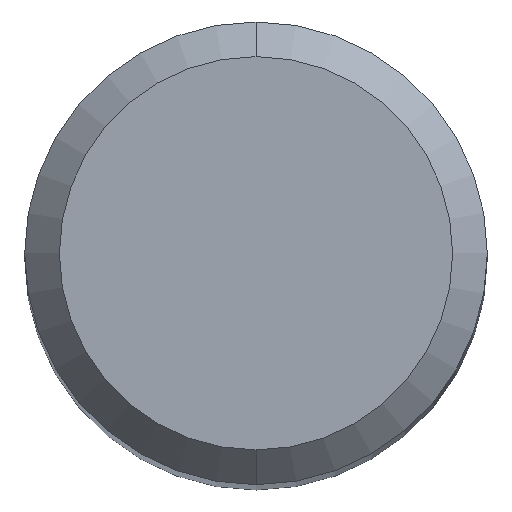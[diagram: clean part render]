
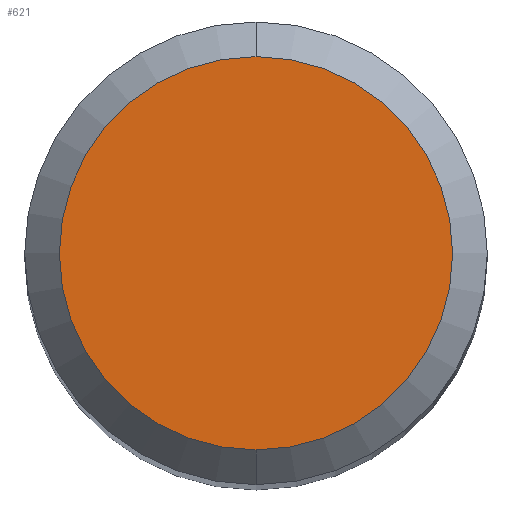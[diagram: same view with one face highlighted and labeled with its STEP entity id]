
A CAD part, top view. The second image highlights one B-rep face of the part: STEP entity #621.
In plain terms, the highlighted planar face has unit normal (0, 0, 1).
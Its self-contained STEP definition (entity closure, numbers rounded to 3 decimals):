
#459=VERTEX_POINT('',#1216);
#481=EDGE_CURVE('',#459,#929,#1241,.T.);
#621=ADVANCED_FACE('',(#1394),#1395,.T.);
#757=EDGE_CURVE('',#929,#459,#1547,.T.);
#929=VERTEX_POINT('',#1731);
#1216=CARTESIAN_POINT('',(0.0,1.7,0.0));
#1241=CIRCLE('',#2185,1.7);
#1394=FACE_OUTER_BOUND('',#2819,.T.);
#1395=PLANE('',#2820);
#1547=CIRCLE('',#3354,1.7);
#1731=CARTESIAN_POINT('',(0.,-1.7,0.0));
#2185=AXIS2_PLACEMENT_3D('',#5112,#5113,#5114);
#2819=EDGE_LOOP('',(#5280,#5281));
#2820=AXIS2_PLACEMENT_3D('',#5282,#5283,#5284);
#3354=AXIS2_PLACEMENT_3D('',#5492,#5493,#5494);
#5112=CARTESIAN_POINT('',(0.0,0.0,0.0));
#5113=DIRECTION('',(0.0,0.0,-1.0));
#5114=DIRECTION('',(0.0,1.0,0.0));
#5280=ORIENTED_EDGE('',*,*,#481,.F.);
#5281=ORIENTED_EDGE('',*,*,#757,.F.);
#5282=CARTESIAN_POINT('',(0.0,0.85,0.0));
#5283=DIRECTION('',(-0.0,0.0,1.0));
#5284=DIRECTION('',(0.0,-1.0,0.0));
#5492=CARTESIAN_POINT('',(0.0,0.0,0.0));
#5493=DIRECTION('',(0.0,0.0,-1.0));
#5494=DIRECTION('',(0.0,1.0,0.0));
